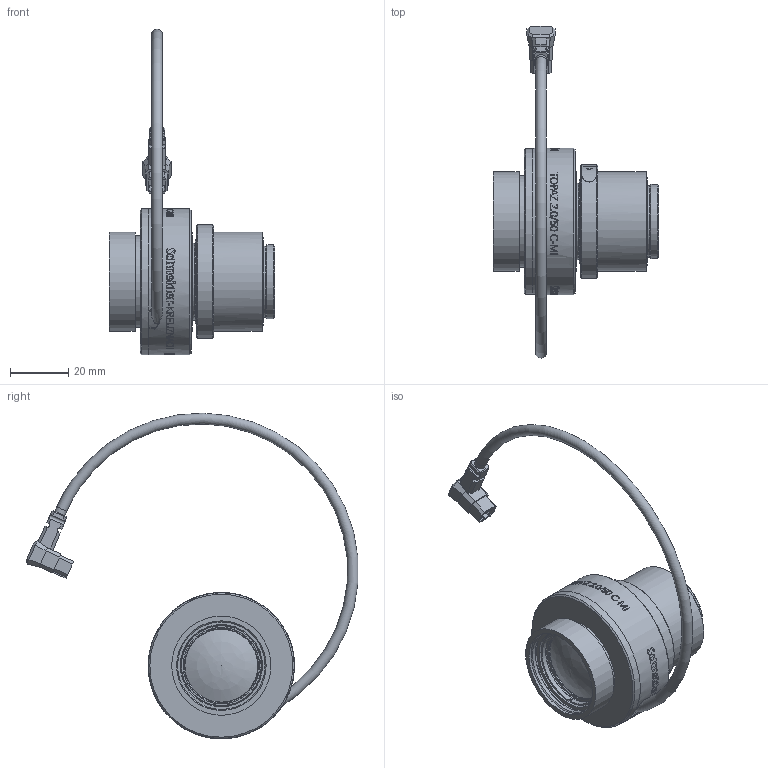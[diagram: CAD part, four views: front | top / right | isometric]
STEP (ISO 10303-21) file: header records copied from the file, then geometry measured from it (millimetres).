
FILE_DESCRIPTION(/* description */ (''),/* implementation_level */ '2;1');
FILE_NAME(/* name */ '1084649_00162296_002.stp',/* time_stamp */ '2021-09-15T15:04:25+02:00',/* author */ (''),/* organization */ (''),/* preprocessor_version */ 'ST-DEVELOPER v16',/* originating_system */ 'SIEMENS PLM Software NX 10.0',/* authorisation */ '');
FILE_SCHEMA (('AP203_CONFIGURATION_CONTROLLED_3D_DESIGN_OF_MECHANICAL_PARTS_AND_ASSEMBLIES_MIM_LF { 1 0 10303 403 2 1 2}'));
Length unit declared in the file: millimetre
Products named in the file (1): Froe65F0944Bgr39
Bounding box: 56.58 x 113.72 x 111.54 mm (x, y, z)
Volume: 61592.2 mm3; surface area: 23713.3 mm2
Topology: 1 solids, 14 shells, 539 faces, 1724 edges, 1355 vertices
Faces by surface type: plane 260, cylinder 215, cone 50, torus 8, sphere 4, revolution 2
Full cylindrical faces by diameter (mm): 0.5 x4, 1.7 x6, 1.8 x3, 1.9 x3, 2.5 x2, 2.7 x6, 2.8 x1, 3.7 x1, 4 x2, 4.5 x1, 18 x1, 19 x1, 19.5 x1, 19.8 x1, 20.7 x1, 22 x1, 22.2 x1, 24.4 x1, 25 x1, 25.4 x1, 26.2 x1, 26.3 x1, 27 x4, 27.2 x2, 27.3 x1, 28.2 x1, 28.5 x2, 28.7 x1, 29.96 x1, 30 x1
Entity records: 21300 total; most frequent: CARTESIAN_POINT 7257, ORIENTED_EDGE 3117, DIRECTION 2227, EDGE_CURVE 1561, VERTEX_POINT 1304, EDGE_LOOP 827, AXIS2_PLACEMENT_3D 812, B_SPLINE_CURVE_WITH_KNOTS 687
